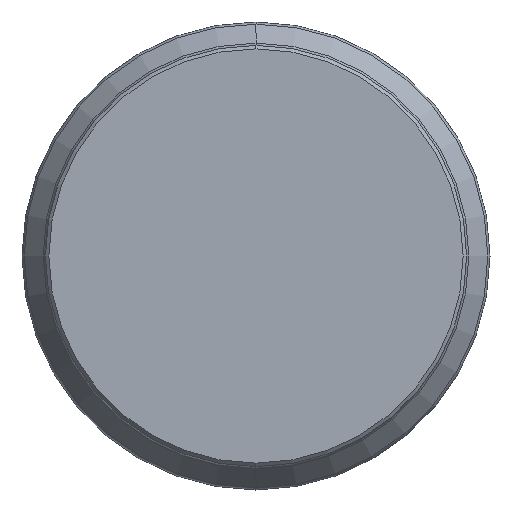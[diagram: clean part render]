
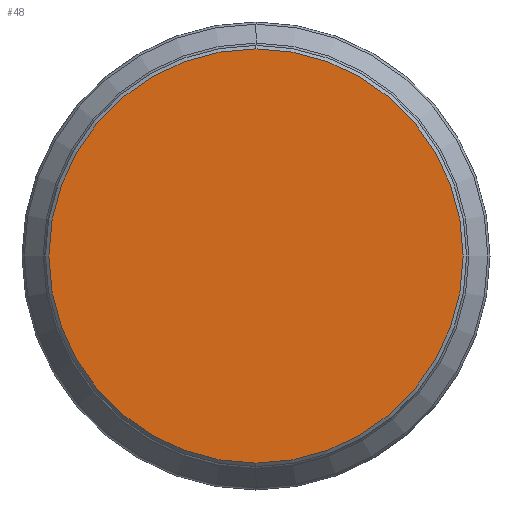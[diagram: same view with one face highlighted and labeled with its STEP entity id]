
A CAD part, left-side view. The second image highlights one B-rep face of the part: STEP entity #48.
In plain terms, the highlighted planar face has unit normal (-1, 0, 0).
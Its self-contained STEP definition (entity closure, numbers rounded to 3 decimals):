
#48 = ADVANCED_FACE ( 'NONE', ( #345 ), #137, .F. ) ;
#76 = CARTESIAN_POINT ( 'NONE',  ( 0., 0., 17.7 ) ) ;
#89 = ORIENTED_EDGE ( 'NONE', *, *, #680, .T. ) ;
#90 = CIRCLE ( 'NONE', #99, 17.7 ) ;
#96 = AXIS2_PLACEMENT_3D ( 'NONE', #645, #541, #146 ) ;
#99 = AXIS2_PLACEMENT_3D ( 'NONE', #234, #515, #299 ) ;
#112 = CIRCLE ( 'NONE', #96, 17.7 ) ;
#137 = PLANE ( 'NONE',  #707 ) ;
#146 = DIRECTION ( 'NONE',  ( 0., 0., 1. ) ) ;
#190 = CARTESIAN_POINT ( 'NONE',  ( 0., 0., -17.7 ) ) ;
#194 = EDGE_CURVE ( 'NONE', #553, #318, #90, .T. ) ;
#234 = CARTESIAN_POINT ( 'NONE',  ( 0., 0., 0. ) ) ;
#257 = DIRECTION ( 'NONE',  ( 0., 0., -1. ) ) ;
#299 = DIRECTION ( 'NONE',  ( 0., 0., 1. ) ) ;
#318 = VERTEX_POINT ( 'NONE', #76 ) ;
#345 = FACE_OUTER_BOUND ( 'NONE', #600, .T. ) ;
#441 = CARTESIAN_POINT ( 'NONE',  ( 0., 0., 0. ) ) ;
#508 = ORIENTED_EDGE ( 'NONE', *, *, #194, .T. ) ;
#515 = DIRECTION ( 'NONE',  ( -1., 0., 0. ) ) ;
#541 = DIRECTION ( 'NONE',  ( -1., 0., 0. ) ) ;
#553 = VERTEX_POINT ( 'NONE', #190 ) ;
#600 = EDGE_LOOP ( 'NONE', ( #508, #89 ) ) ;
#645 = CARTESIAN_POINT ( 'NONE',  ( 0., 0., 0. ) ) ;
#680 = EDGE_CURVE ( 'NONE', #318, #553, #112, .T. ) ;
#707 = AXIS2_PLACEMENT_3D ( 'NONE', #441, #716, #257 ) ;
#716 = DIRECTION ( 'NONE',  ( 1., 0., 0. ) ) ;
